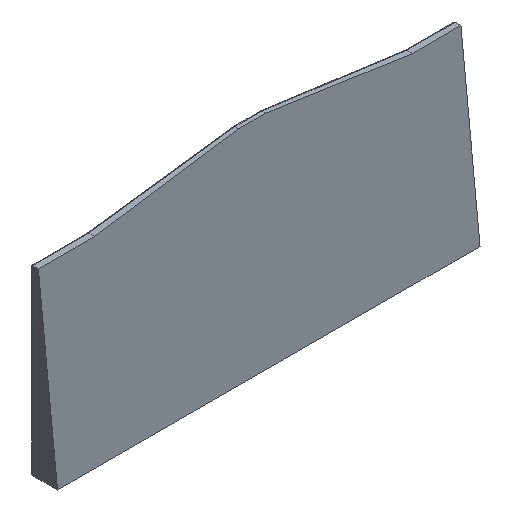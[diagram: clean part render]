
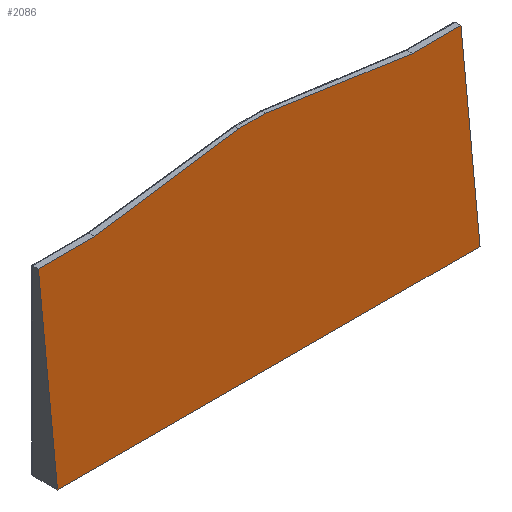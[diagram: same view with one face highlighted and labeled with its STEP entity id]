
A CAD part, isometric view. The second image highlights one B-rep face of the part: STEP entity #2086.
In plain terms, the highlighted planar face has unit normal (0, -0.995, 0.104).
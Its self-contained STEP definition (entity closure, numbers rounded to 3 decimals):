
#108=LINE('',#3120,#343);
#112=LINE('',#3128,#347);
#115=LINE('',#3135,#350);
#119=LINE('',#3142,#354);
#121=LINE('',#3146,#356);
#197=LINE('',#3380,#432);
#198=LINE('',#3383,#433);
#199=LINE('',#3384,#434);
#343=VECTOR('',#2510,10.);
#347=VECTOR('',#2516,10.);
#350=VECTOR('',#2521,10.);
#354=VECTOR('',#2527,10.);
#356=VECTOR('',#2531,10.);
#432=VECTOR('',#2755,10.);
#433=VECTOR('',#2758,10.);
#434=VECTOR('',#2759,10.);
#620=FACE_OUTER_BOUND('',#748,.T.);
#748=EDGE_LOOP('',(#1657,#1658,#1659,#1660,#1661,#1662,#1663,#1664));
#917=VERTEX_POINT('',#3118);
#918=VERTEX_POINT('',#3119);
#921=VERTEX_POINT('',#3127);
#923=VERTEX_POINT('',#3133);
#924=VERTEX_POINT('',#3134);
#927=VERTEX_POINT('',#3145);
#995=VERTEX_POINT('',#3378);
#996=VERTEX_POINT('',#3382);
#1121=EDGE_CURVE('',#917,#918,#108,.T.);
#1125=EDGE_CURVE('',#917,#921,#112,.T.);
#1128=EDGE_CURVE('',#923,#924,#115,.T.);
#1132=EDGE_CURVE('',#923,#918,#119,.T.);
#1134=EDGE_CURVE('',#927,#921,#121,.T.);
#1245=EDGE_CURVE('',#924,#995,#197,.T.);
#1246=EDGE_CURVE('',#996,#995,#198,.T.);
#1247=EDGE_CURVE('',#927,#996,#199,.T.);
#1657=ORIENTED_EDGE('',*,*,#1132,.F.);
#1658=ORIENTED_EDGE('',*,*,#1128,.T.);
#1659=ORIENTED_EDGE('',*,*,#1245,.T.);
#1660=ORIENTED_EDGE('',*,*,#1246,.F.);
#1661=ORIENTED_EDGE('',*,*,#1247,.F.);
#1662=ORIENTED_EDGE('',*,*,#1134,.T.);
#1663=ORIENTED_EDGE('',*,*,#1125,.F.);
#1664=ORIENTED_EDGE('',*,*,#1121,.T.);
#1965=PLANE('',#2278);
#2086=ADVANCED_FACE('',(#620),#1965,.F.);
#2278=AXIS2_PLACEMENT_3D('',#3381,#2756,#2757);
#2510=DIRECTION('',(-1.,0.,0.));
#2516=DIRECTION('',(0.991,-0.014,-0.135));
#2521=DIRECTION('',(-1.,0.,-0.003));
#2527=DIRECTION('',(0.991,0.014,0.13));
#2531=DIRECTION('',(-1.,0.,-0.001));
#2755=DIRECTION('',(0.,-0.105,-0.995));
#2756=DIRECTION('center_axis',(0.,0.995,-0.105));
#2757=DIRECTION('ref_axis',(0.,0.105,0.995));
#2758=DIRECTION('',(-1.,0.,0.001));
#2759=DIRECTION('',(0.,-0.105,-0.995));
#3118=CARTESIAN_POINT('',(8.299,7.018,59.836));
#3119=CARTESIAN_POINT('',(-6.221,7.018,59.836));
#3120=CARTESIAN_POINT('',(4.15,7.018,59.836));
#3127=CARTESIAN_POINT('',(86.84,5.894,49.146));
#3128=CARTESIAN_POINT('',(43.542,6.514,55.039));
#3133=CARTESIAN_POINT('',(-85.382,5.924,49.426));
#3134=CARTESIAN_POINT('',(-115.802,5.914,49.336));
#3135=CARTESIAN_POINT('',(-42.677,5.937,49.552));
#3142=CARTESIAN_POINT('',(-3.216,7.059,60.231));
#3145=CARTESIAN_POINT('',(113.21,5.897,49.176));
#3146=CARTESIAN_POINT('',(56.611,5.891,49.112));
#3378=CARTESIAN_POINT('',(-115.822,-4.442,-49.195));
#3380=CARTESIAN_POINT('',(-115.801,6.431,54.254));
#3381=CARTESIAN_POINT('Origin',(0.,7.01,59.764));
#3382=CARTESIAN_POINT('',(113.22,-4.459,-49.355));
#3383=CARTESIAN_POINT('',(-57.95,-4.446,-49.235));
#3384=CARTESIAN_POINT('',(113.214,1.301,5.442));
